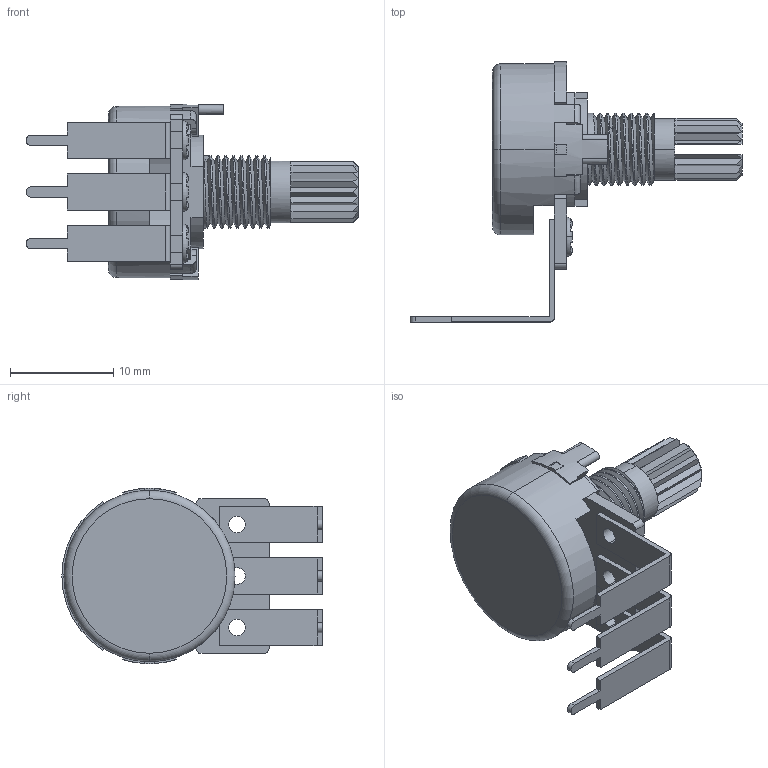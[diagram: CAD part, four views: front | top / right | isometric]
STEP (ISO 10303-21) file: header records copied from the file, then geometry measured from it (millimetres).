
FILE_DESCRIPTION((''),'2;1');
FILE_NAME('PDB181-PX15K-XXXXX','2015-05-21T',('RICKB'),('Bourns, Inc.'),'PRO/ENGINEER BY PARAMETRIC TECHNOLOGY CORPORATION, 2012230','PRO/ENGINEER BY PARAMETRIC TECHNOLOGY CORPORATION, 2012230','');
FILE_SCHEMA(('CONFIG_CONTROL_DESIGN'));
Length unit declared in the file: millimetre
Products named in the file (1): PDB181-PX15K-XXXXX
Bounding box: 32.2 x 25.25 x 17 mm (x, y, z)
Volume: 1348.7 mm3; surface area: 2682.2 mm2
Topology: 1 solids, 4 shells, 333 faces, 864 edges, 551 vertices
Faces by surface type: plane 227, cylinder 62, torus 20, cone 18, bspline 6
Entity records: 12072 total; most frequent: CARTESIAN_POINT 3883, ORIENTED_EDGE 1728, DIRECTION 1676, EDGE_CURVE 864, AXIS2_PLACEMENT_3D 602, VERTEX_POINT 551, VECTOR 472, LINE 472
